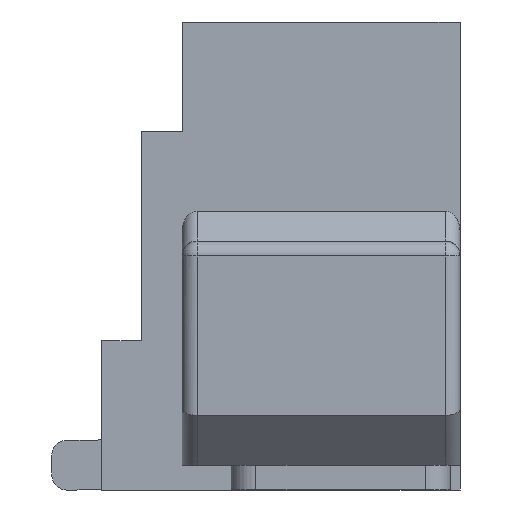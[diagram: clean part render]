
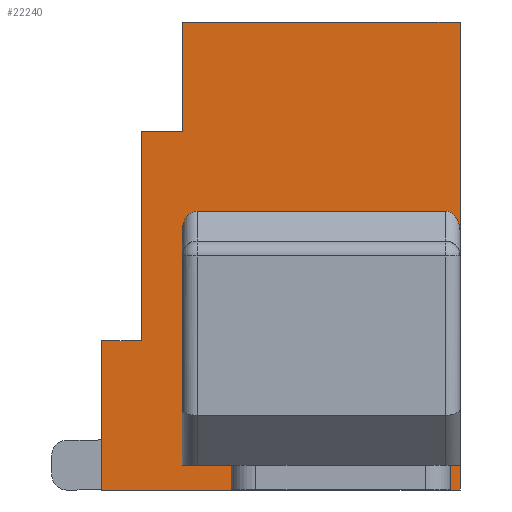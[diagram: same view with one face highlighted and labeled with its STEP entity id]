
A CAD part, left-side view. The second image highlights one B-rep face of the part: STEP entity #22240.
In plain terms, the highlighted planar face has unit normal (-1, 0, 0).
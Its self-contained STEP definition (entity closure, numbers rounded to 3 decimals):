
#738 = PLANE ( 'NONE',  #3746 ) ;
#1102 = ORIENTED_EDGE ( 'NONE', *, *, #24164, .F. ) ;
#1419 = VERTEX_POINT ( 'NONE', #17565 ) ;
#1432 = CARTESIAN_POINT ( 'NONE',  ( -2.75, 0.092, 2.588 ) ) ;
#1521 =( BOUNDED_CURVE ( )  B_SPLINE_CURVE ( 3, ( #15219, #5504, #16993, #20860 ),
 .UNSPECIFIED., .F., .F. ) 
 B_SPLINE_CURVE_WITH_KNOTS ( ( 4, 4 ),
 ( 3.142, 4.712 ),
 .UNSPECIFIED. ) 
 CURVE ( )  GEOMETRIC_REPRESENTATION_ITEM ( )  RATIONAL_B_SPLINE_CURVE ( ( 1., 0.805, 0.805, 1. ) ) 
 REPRESENTATION_ITEM ( '' )  );
#1629 = ORIENTED_EDGE ( 'NONE', *, *, #5242, .T. ) ;
#1637 = VERTEX_POINT ( 'NONE', #20385 ) ;
#1663 = ORIENTED_EDGE ( 'NONE', *, *, #14883, .T. ) ;
#1876 = ORIENTED_EDGE ( 'NONE', *, *, #14594, .F. ) ;
#2057 = LINE ( 'NONE', #11910, #24861 ) ;
#2271 = CARTESIAN_POINT ( 'NONE',  ( -2.75, -2.7, 2.8 ) ) ;
#2421 = DIRECTION ( 'NONE',  ( 1., 0., 0. ) ) ;
#2577 = VERTEX_POINT ( 'NONE', #6440 ) ;
#3051 = CARTESIAN_POINT ( 'NONE',  ( -2.75, 0.092, 2.588 ) ) ;
#3422 = ORIENTED_EDGE ( 'NONE', *, *, #11052, .F. ) ;
#3536 = EDGE_CURVE ( 'NONE', #21629, #1419, #10691, .T. ) ;
#3659 = VERTEX_POINT ( 'NONE', #7210 ) ;
#3746 = AXIS2_PLACEMENT_3D ( 'NONE', #15942, #2421, #21977 ) ;
#3763 = LINE ( 'NONE', #13454, #5528 ) ;
#3936 = VERTEX_POINT ( 'NONE', #20129 ) ;
#4527 = VECTOR ( 'NONE', #11345, 1000. ) ;
#4844 = ORIENTED_EDGE ( 'NONE', *, *, #14554, .T. ) ;
#5136 = DIRECTION ( 'NONE',  ( 0., -1., 0. ) ) ;
#5194 = CARTESIAN_POINT ( 'NONE',  ( -2.75, -0.058, 2.8 ) ) ;
#5242 = EDGE_CURVE ( 'NONE', #12052, #21964, #8945, .T. ) ;
#5504 = CARTESIAN_POINT ( 'NONE',  ( -2.75, -2.638, 2.8 ) ) ;
#5528 = VECTOR ( 'NONE', #22943, 1000. ) ;
#5836 = EDGE_CURVE ( 'NONE', #1637, #21434, #23634, .T. ) ;
#6111 = VECTOR ( 'NONE', #24120, 1000. ) ;
#6290 = CARTESIAN_POINT ( 'NONE',  ( -2.75, -2.7, 4.7 ) ) ;
#6440 = CARTESIAN_POINT ( 'NONE',  ( -2.75, 0.092, 4.7 ) ) ;
#6526 = EDGE_LOOP ( 'NONE', ( #1876, #14797, #12537, #9409, #22298, #10674, #12410, #1102, #16093, #13895, #4844, #1663, #3422, #1629 ) ) ;
#6716 = CARTESIAN_POINT ( 'NONE',  ( -2.75, 0.092, 3.6 ) ) ;
#6932 = DIRECTION ( 'NONE',  ( 0., 0., -1. ) ) ;
#7162 = LINE ( 'NONE', #12811, #13764 ) ;
#7210 = CARTESIAN_POINT ( 'NONE',  ( -2.75, -2.7, 2.588 ) ) ;
#7660 = CARTESIAN_POINT ( 'NONE',  ( -2.75, 0.9, 0. ) ) ;
#7671 = EDGE_CURVE ( 'NONE', #8528, #1637, #22754, .T. ) ;
#7864 = VECTOR ( 'NONE', #16711, 1000. ) ;
#8051 = DIRECTION ( 'NONE',  ( 0., -1., 0. ) ) ;
#8232 = LINE ( 'NONE', #6290, #13134 ) ;
#8410 = VERTEX_POINT ( 'NONE', #11581 ) ;
#8528 = VERTEX_POINT ( 'NONE', #1432 ) ;
#8702 = VECTOR ( 'NONE', #17827, 1000. ) ;
#8945 = LINE ( 'NONE', #11134, #7864 ) ;
#9088 = DIRECTION ( 'NONE',  ( 0., -1., 0. ) ) ;
#9409 = ORIENTED_EDGE ( 'NONE', *, *, #25043, .T. ) ;
#10674 = ORIENTED_EDGE ( 'NONE', *, *, #16061, .F. ) ;
#10691 = LINE ( 'NONE', #18077, #6111 ) ;
#10935 = VECTOR ( 'NONE', #23058, 1000. ) ;
#11011 = CARTESIAN_POINT ( 'NONE',  ( -2.75, 0.5, 1.5 ) ) ;
#11048 = LINE ( 'NONE', #18816, #11744 ) ;
#11052 = EDGE_CURVE ( 'NONE', #12052, #3936, #8232, .T. ) ;
#11134 = CARTESIAN_POINT ( 'NONE',  ( -2.75, -2.7, 0.25 ) ) ;
#11345 = DIRECTION ( 'NONE',  ( 0., 0., -1. ) ) ;
#11581 = CARTESIAN_POINT ( 'NONE',  ( -2.75, 0.5, 3.6 ) ) ;
#11744 = VECTOR ( 'NONE', #6932, 1000. ) ;
#11910 = CARTESIAN_POINT ( 'NONE',  ( -2.75, -2.7, 4.7 ) ) ;
#12052 = VERTEX_POINT ( 'NONE', #23059 ) ;
#12410 = ORIENTED_EDGE ( 'NONE', *, *, #18300, .F. ) ;
#12502 = DIRECTION ( 'NONE',  ( 0., 0., 1. ) ) ;
#12537 = ORIENTED_EDGE ( 'NONE', *, *, #5836, .T. ) ;
#12793 = EDGE_CURVE ( 'NONE', #8410, #21629, #3763, .T. ) ;
#12811 = CARTESIAN_POINT ( 'NONE',  ( -2.75, -2.7, 0. ) ) ;
#13041 = CARTESIAN_POINT ( 'NONE',  ( -2.75, 0.092, 3.6 ) ) ;
#13134 = VECTOR ( 'NONE', #14096, 1000. ) ;
#13213 = CARTESIAN_POINT ( 'NONE',  ( -2.75, 0.092, 2.5 ) ) ;
#13454 = CARTESIAN_POINT ( 'NONE',  ( -2.75, 0.5, 4.7 ) ) ;
#13764 = VECTOR ( 'NONE', #5136, 1000. ) ;
#13895 = ORIENTED_EDGE ( 'NONE', *, *, #3536, .T. ) ;
#14096 = DIRECTION ( 'NONE',  ( 0., 0., -1. ) ) ;
#14554 = EDGE_CURVE ( 'NONE', #1419, #16071, #11048, .T. ) ;
#14594 = EDGE_CURVE ( 'NONE', #8528, #21964, #22939, .T. ) ;
#14797 = ORIENTED_EDGE ( 'NONE', *, *, #7671, .T. ) ;
#14883 = EDGE_CURVE ( 'NONE', #16071, #3936, #7162, .T. ) ;
#14901 = CARTESIAN_POINT ( 'NONE',  ( -2.75, 0.03, 2.8 ) ) ;
#15204 = CARTESIAN_POINT ( 'NONE',  ( -2.75, 0.5, 3.6 ) ) ;
#15219 = CARTESIAN_POINT ( 'NONE',  ( -2.75, -2.55, 2.8 ) ) ;
#15942 = CARTESIAN_POINT ( 'NONE',  ( -2.75, -2.7, 4.7 ) ) ;
#16061 = EDGE_CURVE ( 'NONE', #2577, #21169, #2057, .T. ) ;
#16071 = VERTEX_POINT ( 'NONE', #7660 ) ;
#16093 = ORIENTED_EDGE ( 'NONE', *, *, #12793, .T. ) ;
#16563 = LINE ( 'NONE', #17192, #4527 ) ;
#16711 = DIRECTION ( 'NONE',  ( 0., 1., 0. ) ) ;
#16993 = CARTESIAN_POINT ( 'NONE',  ( -2.75, -2.7, 2.712 ) ) ;
#17192 = CARTESIAN_POINT ( 'NONE',  ( -2.75, -2.7, 4.7 ) ) ;
#17565 = CARTESIAN_POINT ( 'NONE',  ( -2.75, 0.9, 1.5 ) ) ;
#17827 = DIRECTION ( 'NONE',  ( 0., -1., 0. ) ) ;
#18077 = CARTESIAN_POINT ( 'NONE',  ( -2.75, -1.55, 1.5 ) ) ;
#18300 = EDGE_CURVE ( 'NONE', #20611, #2577, #24263, .T. ) ;
#18816 = CARTESIAN_POINT ( 'NONE',  ( -2.75, 0.9, 7.015 ) ) ;
#18866 = VECTOR ( 'NONE', #12502, 1000. ) ;
#19745 = CARTESIAN_POINT ( 'NONE',  ( -2.75, -2.55, 2.8 ) ) ;
#20019 = CARTESIAN_POINT ( 'NONE',  ( -2.75, -2.7, 4.7 ) ) ;
#20129 = CARTESIAN_POINT ( 'NONE',  ( -2.75, -2.7, 0. ) ) ;
#20385 = CARTESIAN_POINT ( 'NONE',  ( -2.75, -0.058, 2.8 ) ) ;
#20611 = VERTEX_POINT ( 'NONE', #13041 ) ;
#20860 = CARTESIAN_POINT ( 'NONE',  ( -2.75, -2.7, 2.588 ) ) ;
#21169 = VERTEX_POINT ( 'NONE', #20019 ) ;
#21434 = VERTEX_POINT ( 'NONE', #19745 ) ;
#21629 = VERTEX_POINT ( 'NONE', #11011 ) ;
#21964 = VERTEX_POINT ( 'NONE', #24307 ) ;
#21977 = DIRECTION ( 'NONE',  ( 0., 1., 0. ) ) ;
#22103 = FACE_OUTER_BOUND ( 'NONE', #6526, .T. ) ;
#22240 = ADVANCED_FACE ( 'NONE', ( #22103 ), #738, .F. ) ;
#22298 = ORIENTED_EDGE ( 'NONE', *, *, #22316, .F. ) ;
#22316 = EDGE_CURVE ( 'NONE', #21169, #3659, #16563, .T. ) ;
#22754 =( BOUNDED_CURVE ( )  B_SPLINE_CURVE ( 3, ( #3051, #24510, #14901, #5194 ),
 .UNSPECIFIED., .F., .F. ) 
 B_SPLINE_CURVE_WITH_KNOTS ( ( 4, 4 ),
 ( 4.712, 6.283 ),
 .UNSPECIFIED. ) 
 CURVE ( )  GEOMETRIC_REPRESENTATION_ITEM ( )  RATIONAL_B_SPLINE_CURVE ( ( 1., 0.805, 0.805, 1. ) ) 
 REPRESENTATION_ITEM ( '' )  );
#22939 = LINE ( 'NONE', #13213, #10935 ) ;
#22943 = DIRECTION ( 'NONE',  ( 0., 0., -1. ) ) ;
#23058 = DIRECTION ( 'NONE',  ( 0., 0., -1. ) ) ;
#23059 = CARTESIAN_POINT ( 'NONE',  ( -2.75, -2.7, 0.25 ) ) ;
#23634 = LINE ( 'NONE', #2271, #8702 ) ;
#24120 = DIRECTION ( 'NONE',  ( 0., 1., 0. ) ) ;
#24164 = EDGE_CURVE ( 'NONE', #8410, #20611, #25197, .T. ) ;
#24263 = LINE ( 'NONE', #6716, #18866 ) ;
#24307 = CARTESIAN_POINT ( 'NONE',  ( -2.75, 0.092, 0.25 ) ) ;
#24510 = CARTESIAN_POINT ( 'NONE',  ( -2.75, 0.092, 2.712 ) ) ;
#24861 = VECTOR ( 'NONE', #8051, 1000. ) ;
#24941 = VECTOR ( 'NONE', #9088, 1000. ) ;
#25043 = EDGE_CURVE ( 'NONE', #21434, #3659, #1521, .T. ) ;
#25197 = LINE ( 'NONE', #15204, #24941 ) ;
